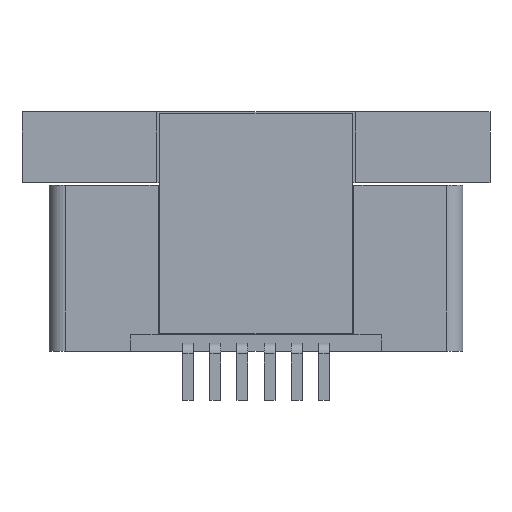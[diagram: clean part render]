
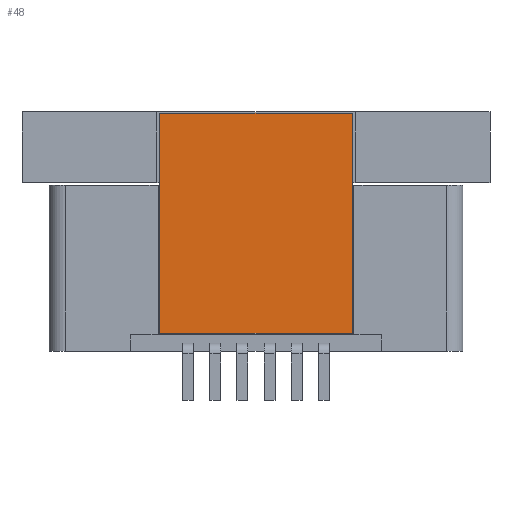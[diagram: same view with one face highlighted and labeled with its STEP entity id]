
A CAD part, front view. The second image highlights one B-rep face of the part: STEP entity #48.
In plain terms, the highlighted planar face has unit normal (0, -1, 0).
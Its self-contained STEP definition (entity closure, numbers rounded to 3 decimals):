
#48=ADVANCED_FACE('',(#642),#643,.F.);
#642=FACE_OUTER_BOUND('',#1844,.T.);
#643=PLANE('',#1845);
#1844=EDGE_LOOP('',(#3056,#3057,#3058,#3059));
#1845=AXIS2_PLACEMENT_3D('',#3060,#3061,#3062);
#3056=ORIENTED_EDGE('',*,*,#8181,.F.);
#3057=ORIENTED_EDGE('',*,*,#8182,.T.);
#3058=ORIENTED_EDGE('',*,*,#8183,.F.);
#3059=ORIENTED_EDGE('',*,*,#8184,.T.);
#3060=CARTESIAN_POINT('',(0.0,-1.0,0.0));
#3061=DIRECTION('',(-0.0,1.0,0.0));
#3062=DIRECTION('',(1.0,0.0,0.0));
#8181=EDGE_CURVE('',#9868,#9869,#9870,.T.);
#8182=EDGE_CURVE('',#9868,#9871,#9872,.T.);
#8183=EDGE_CURVE('',#9873,#9871,#9874,.T.);
#8184=EDGE_CURVE('',#9873,#9869,#9875,.T.);
#9868=VERTEX_POINT('',#12661);
#9869=VERTEX_POINT('',#12662);
#9870=LINE('',#12663,#12664);
#9871=VERTEX_POINT('',#12665);
#9872=LINE('',#12666,#12667);
#9873=VERTEX_POINT('',#12668);
#9874=LINE('',#12669,#12670);
#9875=LINE('',#12671,#12672);
#12661=CARTESIAN_POINT('',(1.77,-1.0,-4.07));
#12662=CARTESIAN_POINT('',(-1.77,-1.0,-4.07));
#12663=CARTESIAN_POINT('',(1.77,-1.0,-4.07));
#12664=VECTOR('',#17057,3.54);
#12665=CARTESIAN_POINT('',(1.77,-1.0,-0.03));
#12666=CARTESIAN_POINT('',(1.77,-1.0,-4.07));
#12667=VECTOR('',#17058,4.04);
#12668=CARTESIAN_POINT('',(-1.77,-1.0,-0.03));
#12669=CARTESIAN_POINT('',(-1.77,-1.0,-0.03));
#12670=VECTOR('',#17059,3.54);
#12671=CARTESIAN_POINT('',(-1.77,-1.0,-0.03));
#12672=VECTOR('',#17060,4.04);
#17057=DIRECTION('',(-1.0,0.0,0.0));
#17058=DIRECTION('',(0.0,0.0,1.0));
#17059=DIRECTION('',(1.0,0.0,0.0));
#17060=DIRECTION('',(0.0,0.0,-1.0));
